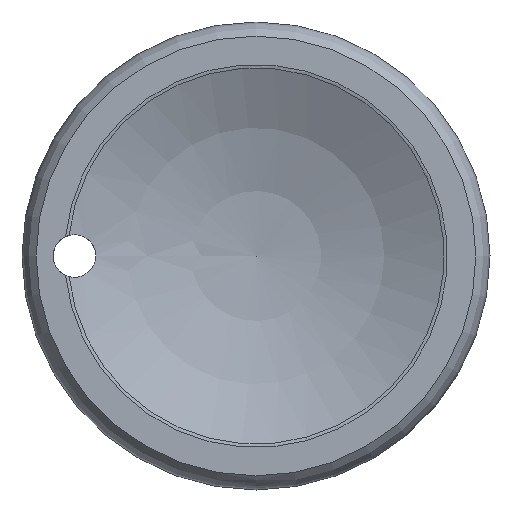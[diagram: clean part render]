
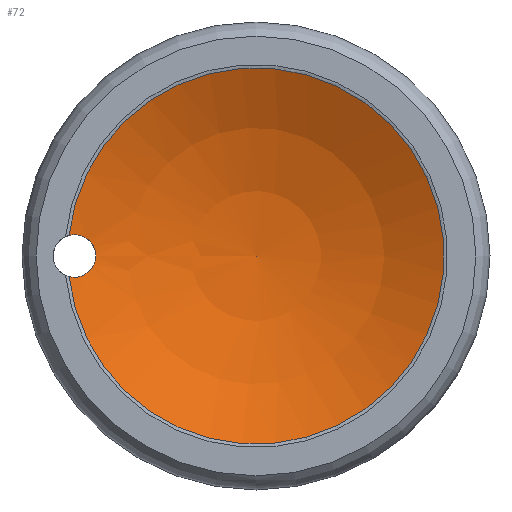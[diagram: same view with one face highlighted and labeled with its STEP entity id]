
A CAD part, left-side view. The second image highlights one B-rep face of the part: STEP entity #72.
In plain terms, the highlighted spherical face has radius 28 mm.
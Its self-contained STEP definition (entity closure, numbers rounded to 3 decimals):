
#72 = ADVANCED_FACE( '', ( #159, #160 ), #161, .F. );
#159 = FACE_BOUND( '', #248, .T. );
#160 = FACE_OUTER_BOUND( '', #249, .T. );
#161 = SPHERICAL_SURFACE( '', #250, 28. );
#248 = VERTEX_LOOP( '', #366 );
#249 = EDGE_LOOP( '', ( #367, #368 ) );
#250 = AXIS2_PLACEMENT_3D( '', #369, #370, #371 );
#366 = VERTEX_POINT( '', #440 );
#367 = ORIENTED_EDGE( '', *, *, #404, .F. );
#368 = ORIENTED_EDGE( '', *, *, #436, .F. );
#369 = CARTESIAN_POINT( '', ( -48.6, 0., 0. ) );
#370 = DIRECTION( '', ( 1., 0., 0. ) );
#371 = DIRECTION( '', ( 0., 1., 0. ) );
#404 = EDGE_CURVE( '', #452, #454, #455, .T. );
#436 = EDGE_CURVE( '', #454, #452, #500, .T. );
#440 = CARTESIAN_POINT( '', ( -20.6, 0., 0. ) );
#452 = VERTEX_POINT( '', #514 );
#454 = VERTEX_POINT( '', #519 );
#455 = CIRCLE( '', #520, 13.263 );
#500 = B_SPLINE_CURVE_WITH_KNOTS( '', 3, ( #725, #726, #727, #728, #729, #730, #731, #732, #733, #734, #735, #736, #737, #738, #739, #740, #741, #742, #743, #744, #745, #746, #747, #748, #749, #750, #751, #752 ), .UNSPECIFIED., .F., .F., ( 4, 2, 2, 2, 2, 2, 2, 2, 2, 2, 2, 2, 2, 4 ), ( 0., 0., 0.001, 0.001, 0.001, 0.002, 0.002, 0.003, 0.003, 0.003, 0.004, 0.004, 0.004, 0.006 ), .UNSPECIFIED. );
#514 = CARTESIAN_POINT( '', ( -23.94, 13.183, 1.45 ) );
#519 = CARTESIAN_POINT( '', ( -23.94, 13.183, -1.45 ) );
#520 = AXIS2_PLACEMENT_3D( '', #765, #766, #767 );
#725 = CARTESIAN_POINT( '', ( -23.94, 13.183, -1.45 ) );
#726 = CARTESIAN_POINT( '', ( -23.885, 13.077, -1.478 ) );
#727 = CARTESIAN_POINT( '', ( -23.83, 12.969, -1.494 ) );
#728 = CARTESIAN_POINT( '', ( -23.718, 12.753, -1.503 ) );
#729 = CARTESIAN_POINT( '', ( -23.662, 12.644, -1.496 ) );
#730 = CARTESIAN_POINT( '', ( -23.552, 12.428, -1.457 ) );
#731 = CARTESIAN_POINT( '', ( -23.498, 12.324, -1.427 ) );
#732 = CARTESIAN_POINT( '', ( -23.395, 12.12, -1.342 ) );
#733 = CARTESIAN_POINT( '', ( -23.344, 12.021, -1.287 ) );
#734 = CARTESIAN_POINT( '', ( -23.251, 11.838, -1.156 ) );
#735 = CARTESIAN_POINT( '', ( -23.209, 11.753, -1.08 ) );
#736 = CARTESIAN_POINT( '', ( -23.131, 11.599, -0.906 ) );
#737 = CARTESIAN_POINT( '', ( -23.097, 11.531, -0.808 ) );
#738 = CARTESIAN_POINT( '', ( -23.041, 11.42, -0.6 ) );
#739 = CARTESIAN_POINT( '', ( -23.019, 11.376, -0.485 ) );
#740 = CARTESIAN_POINT( '', ( -22.989, 11.316, -0.25 ) );
#741 = CARTESIAN_POINT( '', ( -22.982, 11.3, -0.129 ) );
#742 = CARTESIAN_POINT( '', ( -22.981, 11.3, 0.118 ) );
#743 = CARTESIAN_POINT( '', ( -22.989, 11.314, 0.239 ) );
#744 = CARTESIAN_POINT( '', ( -23.018, 11.372, 0.475 ) );
#745 = CARTESIAN_POINT( '', ( -23.039, 11.416, 0.59 ) );
#746 = CARTESIAN_POINT( '', ( -23.095, 11.526, 0.801 ) );
#747 = CARTESIAN_POINT( '', ( -23.129, 11.594, 0.9 ) );
#748 = CARTESIAN_POINT( '', ( -23.206, 11.747, 1.074 ) );
#749 = CARTESIAN_POINT( '', ( -23.249, 11.833, 1.152 ) );
#750 = CARTESIAN_POINT( '', ( -23.483, 12.295, 1.484 ) );
#751 = CARTESIAN_POINT( '', ( -23.719, 12.757, 1.563 ) );
#752 = CARTESIAN_POINT( '', ( -23.94, 13.183, 1.45 ) );
#765 = CARTESIAN_POINT( '', ( -23.94, 0., 0. ) );
#766 = DIRECTION( '', ( 1., 0., 0. ) );
#767 = DIRECTION( '', ( 0., 0., -1. ) );
